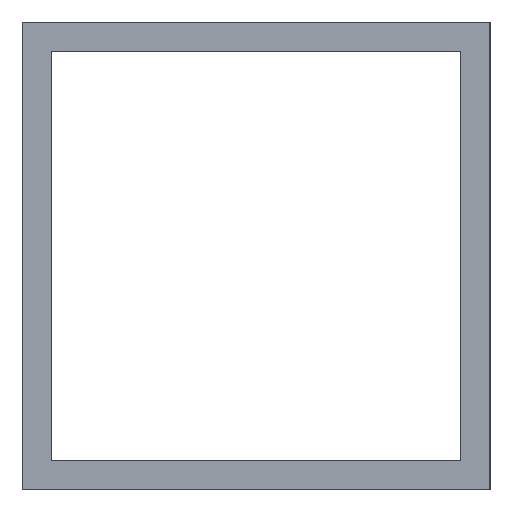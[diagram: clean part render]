
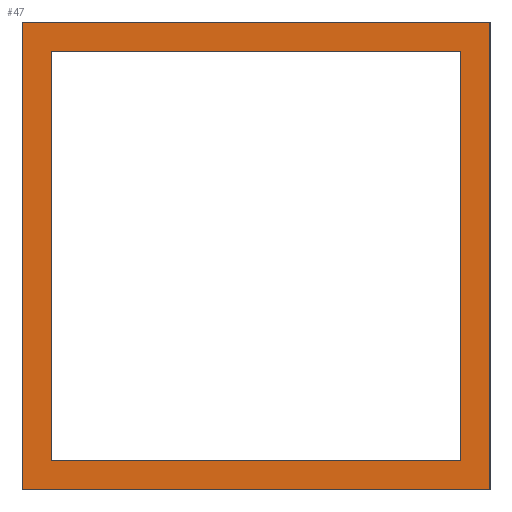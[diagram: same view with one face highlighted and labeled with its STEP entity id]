
A CAD part, left-side view. The second image highlights one B-rep face of the part: STEP entity #47.
In plain terms, the highlighted planar face has unit normal (-1, 0, 0).
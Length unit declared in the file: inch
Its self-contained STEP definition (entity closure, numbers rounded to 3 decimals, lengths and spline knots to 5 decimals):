
#3 = FACE_BOUND ( 'NONE', #342, .T. ) ;
#6 = CARTESIAN_POINT ( 'NONE',  ( -23.5, 1., 1. ) ) ;
#7 = DIRECTION ( 'NONE',  ( 0., 1., 0. ) ) ;
#8 = AXIS2_PLACEMENT_3D ( 'NONE', #279, #140, #35 ) ;
#12 = LINE ( 'NONE', #6, #158 ) ;
#19 = VERTEX_POINT ( 'NONE', #292 ) ;
#24 = ORIENTED_EDGE ( 'NONE', *, *, #211, .F. ) ;
#26 = EDGE_CURVE ( 'NONE', #234, #200, #38, .T. ) ;
#33 = EDGE_CURVE ( 'NONE', #200, #19, #167, .T. ) ;
#35 = DIRECTION ( 'NONE',  ( 0., 0., -1. ) ) ;
#37 = DIRECTION ( 'NONE',  ( 0., 0., -1. ) ) ;
#38 = LINE ( 'NONE', #55, #280 ) ;
#40 = CARTESIAN_POINT ( 'NONE',  ( -23.5, 1., -1. ) ) ;
#44 = DIRECTION ( 'NONE',  ( 0., 0., 1. ) ) ;
#47 = ADVANCED_FACE ( 'NONE', ( #161, #3 ), #271, .F. ) ;
#50 = ORIENTED_EDGE ( 'NONE', *, *, #73, .T. ) ;
#55 = CARTESIAN_POINT ( 'NONE',  ( -23.5, 1., -0.875 ) ) ;
#62 = VECTOR ( 'NONE', #44, 39.37008 ) ;
#73 = EDGE_CURVE ( 'NONE', #204, #234, #324, .T. ) ;
#76 = EDGE_CURVE ( 'NONE', #19, #204, #162, .T. ) ;
#78 = CARTESIAN_POINT ( 'NONE',  ( -23.5, 1., -1. ) ) ;
#91 = DIRECTION ( 'NONE',  ( 0., 1., 0. ) ) ;
#95 = LINE ( 'NONE', #277, #240 ) ;
#99 = VECTOR ( 'NONE', #137, 39.37008 ) ;
#102 = EDGE_CURVE ( 'NONE', #104, #210, #12, .T. ) ;
#104 = VERTEX_POINT ( 'NONE', #112 ) ;
#112 = CARTESIAN_POINT ( 'NONE',  ( -23.5, 1., 1. ) ) ;
#113 = VECTOR ( 'NONE', #117, 39.37008 ) ;
#114 = CARTESIAN_POINT ( 'NONE',  ( -23.5, -1., -1. ) ) ;
#117 = DIRECTION ( 'NONE',  ( 0., -1., 0. ) ) ;
#133 = ORIENTED_EDGE ( 'NONE', *, *, #76, .T. ) ;
#137 = DIRECTION ( 'NONE',  ( 0., 0., -1. ) ) ;
#140 = DIRECTION ( 'NONE',  ( 1., 0., 0. ) ) ;
#143 = CARTESIAN_POINT ( 'NONE',  ( -23.5, 1., 1. ) ) ;
#146 = LINE ( 'NONE', #143, #62 ) ;
#153 = ORIENTED_EDGE ( 'NONE', *, *, #266, .F. ) ;
#158 = VECTOR ( 'NONE', #300, 39.37008 ) ;
#161 = FACE_OUTER_BOUND ( 'NONE', #262, .T. ) ;
#162 = LINE ( 'NONE', #251, #113 ) ;
#167 = LINE ( 'NONE', #185, #168 ) ;
#168 = VECTOR ( 'NONE', #304, 39.37008 ) ;
#185 = CARTESIAN_POINT ( 'NONE',  ( -23.5, 0.875, 1. ) ) ;
#187 = VECTOR ( 'NONE', #7, 39.37008 ) ;
#194 = CARTESIAN_POINT ( 'NONE',  ( -23.5, -1., 1. ) ) ;
#200 = VERTEX_POINT ( 'NONE', #301 ) ;
#203 = ORIENTED_EDGE ( 'NONE', *, *, #102, .F. ) ;
#204 = VERTEX_POINT ( 'NONE', #253 ) ;
#210 = VERTEX_POINT ( 'NONE', #194 ) ;
#211 = EDGE_CURVE ( 'NONE', #338, #104, #146, .T. ) ;
#234 = VERTEX_POINT ( 'NONE', #273 ) ;
#237 = EDGE_CURVE ( 'NONE', #210, #291, #95, .T. ) ;
#240 = VECTOR ( 'NONE', #37, 39.37008 ) ;
#243 = ORIENTED_EDGE ( 'NONE', *, *, #33, .T. ) ;
#251 = CARTESIAN_POINT ( 'NONE',  ( -23.5, 1., 0.875 ) ) ;
#253 = CARTESIAN_POINT ( 'NONE',  ( -23.5, -0.875, 0.875 ) ) ;
#262 = EDGE_LOOP ( 'NONE', ( #153, #310, #203, #24 ) ) ;
#266 = EDGE_CURVE ( 'NONE', #291, #338, #305, .T. ) ;
#271 = PLANE ( 'NONE',  #8 ) ;
#273 = CARTESIAN_POINT ( 'NONE',  ( -23.5, -0.875, -0.875 ) ) ;
#274 = CARTESIAN_POINT ( 'NONE',  ( -23.5, -0.875, 1. ) ) ;
#277 = CARTESIAN_POINT ( 'NONE',  ( -23.5, -1., 1. ) ) ;
#279 = CARTESIAN_POINT ( 'NONE',  ( -23.5, 0., 0. ) ) ;
#280 = VECTOR ( 'NONE', #91, 39.37008 ) ;
#291 = VERTEX_POINT ( 'NONE', #114 ) ;
#292 = CARTESIAN_POINT ( 'NONE',  ( -23.5, 0.875, 0.875 ) ) ;
#300 = DIRECTION ( 'NONE',  ( 0., -1., 0. ) ) ;
#301 = CARTESIAN_POINT ( 'NONE',  ( -23.5, 0.875, -0.875 ) ) ;
#304 = DIRECTION ( 'NONE',  ( 0., 0., 1. ) ) ;
#305 = LINE ( 'NONE', #40, #187 ) ;
#308 = ORIENTED_EDGE ( 'NONE', *, *, #26, .T. ) ;
#310 = ORIENTED_EDGE ( 'NONE', *, *, #237, .F. ) ;
#324 = LINE ( 'NONE', #274, #99 ) ;
#338 = VERTEX_POINT ( 'NONE', #78 ) ;
#342 = EDGE_LOOP ( 'NONE', ( #308, #243, #133, #50 ) ) ;
